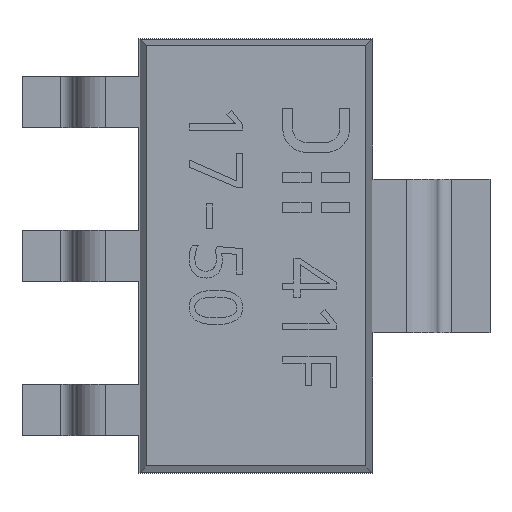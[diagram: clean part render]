
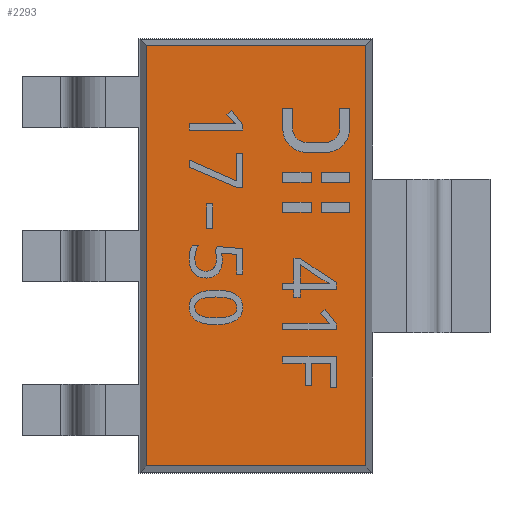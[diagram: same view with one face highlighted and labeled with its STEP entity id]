
A CAD part, top view. The second image highlights one B-rep face of the part: STEP entity #2293.
In plain terms, the highlighted planar face has unit normal (0, 0, 1).
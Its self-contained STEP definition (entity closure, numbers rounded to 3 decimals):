
#1600 = VERTEX_POINT('',#1601);
#1601 = CARTESIAN_POINT('',(-1.642,-3.142,1.7));
#1606 = EDGE_CURVE('',#1607,#1600,#1609,.T.);
#1607 = VERTEX_POINT('',#1608);
#1608 = CARTESIAN_POINT('',(-1.642,3.142,1.7));
#1609 = LINE('',#1610,#1611);
#1610 = CARTESIAN_POINT('',(-1.642,3.142,1.7));
#1611 = VECTOR('',#1612,1.);
#1612 = DIRECTION('',(0.,-1.,0.));
#2079 = VERTEX_POINT('',#2080);
#2080 = CARTESIAN_POINT('',(1.642,-3.142,1.7));
#2085 = EDGE_CURVE('',#1600,#2079,#2086,.T.);
#2086 = LINE('',#2087,#2088);
#2087 = CARTESIAN_POINT('',(-1.642,-3.142,1.7));
#2088 = VECTOR('',#2089,1.);
#2089 = DIRECTION('',(1.,0.,0.));
#2109 = VERTEX_POINT('',#2110);
#2110 = CARTESIAN_POINT('',(1.642,3.142,1.7));
#2115 = EDGE_CURVE('',#2079,#2109,#2116,.T.);
#2116 = LINE('',#2117,#2118);
#2117 = CARTESIAN_POINT('',(1.642,-3.142,1.7));
#2118 = VECTOR('',#2119,1.);
#2119 = DIRECTION('',(0.,1.,0.));
#2282 = EDGE_CURVE('',#2109,#1607,#2283,.T.);
#2283 = LINE('',#2284,#2285);
#2284 = CARTESIAN_POINT('',(1.642,3.142,1.7));
#2285 = VECTOR('',#2286,1.);
#2286 = DIRECTION('',(-1.,0.,0.));
#2293 = ADVANCED_FACE('',(#2294),#2300,.F.);
#2294 = FACE_BOUND('',#2295,.T.);
#2295 = EDGE_LOOP('',(#2296,#2297,#2298,#2299));
#2296 = ORIENTED_EDGE('',*,*,#1606,.T.);
#2297 = ORIENTED_EDGE('',*,*,#2085,.T.);
#2298 = ORIENTED_EDGE('',*,*,#2115,.T.);
#2299 = ORIENTED_EDGE('',*,*,#2282,.T.);
#2300 = PLANE('',#2301);
#2301 = AXIS2_PLACEMENT_3D('',#2302,#2303,#2304);
#2302 = CARTESIAN_POINT('',(-1.642,3.142,1.7));
#2303 = DIRECTION('',(0.,0.,-1.));
#2304 = DIRECTION('',(0.463,-0.886,0.));
